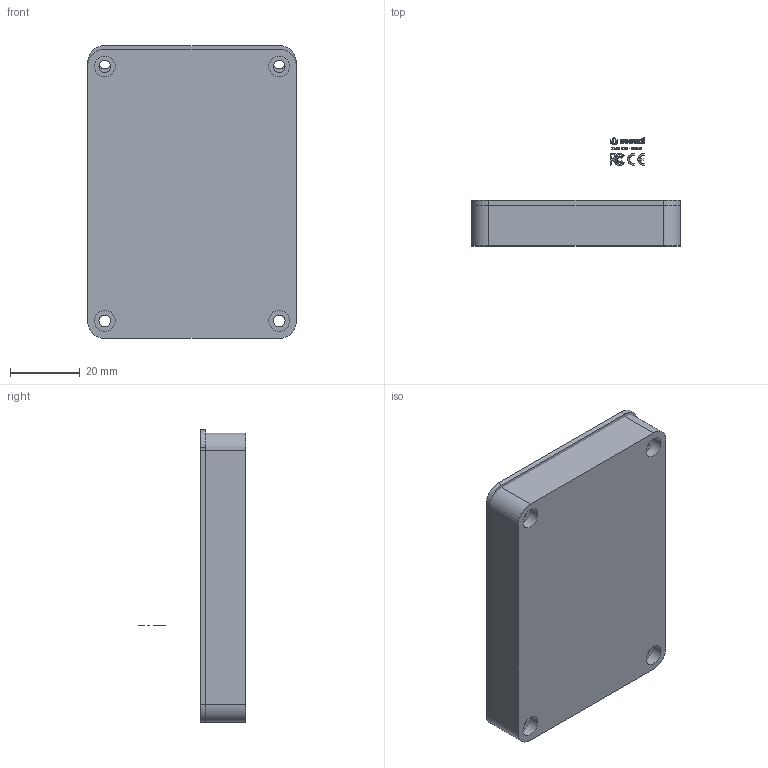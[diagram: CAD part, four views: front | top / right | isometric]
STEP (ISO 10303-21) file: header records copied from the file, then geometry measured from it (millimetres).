
FILE_DESCRIPTION(/* description */ (''),/* implementation_level */ '2;1');
FILE_NAME(/* name */ 'full-assembly.step',/* time_stamp */ '2025-12-10T23:24:28+05:30',/* author */ (''),/* organization */ (''),/* preprocessor_version */ 'ST-DEVELOPER v20.1',/* originating_system */ 'Autodesk Translation Framework v14.21.0.0',/* authorisation */ '');
FILE_SCHEMA (('AUTOMOTIVE_DESIGN { 1 0 10303 214 3 1 1 }'));
Products named in the file (16): 2025-12-10-21-50-24-479; 2025-12-09-17-15-34-592; 2025-12-09-20-25-03-589; 2025-12-10-14-55-28-517; 2025-12-10-14-55-28-518; 2025-12-10-17-11-46-957; 2025-12-10-17-11-46-958; 2025-12-10-17-11-46-959; 2025-12-10-17-11-46-960; 2025-12-10-17-11-46-961; 2025-12-10-17-11-46-962; 2025-12-10-17-11-46-963; 2025-12-10-17-11-46-964; 2025-12-10-17-11-46-965; 2025-12-10-17-11-46-966; 2025-12-10-17-11-46-967
Assembly tree (14 placements, depth 5):
  2025-12-10-21-50-24-479
    2025-12-09-20-25-03-589
    2025-12-10-14-55-28-517
      2025-12-10-14-55-28-518
    2025-12-10-17-11-46-957
      2025-12-10-17-11-46-958
        2025-12-10-17-11-46-959
        2025-12-10-17-11-46-960
        2025-12-10-17-11-46-961
          2025-12-10-17-11-46-962
          2025-12-10-17-11-46-963
          2025-12-10-17-11-46-964
          2025-12-10-17-11-46-965
          2025-12-10-17-11-46-966
        2025-12-10-17-11-46-967
  2025-12-09-17-15-34-592
Bounding box: 60 x 30.97 x 84 mm (x, y, z)
Volume: 46146.6 mm3; surface area: 33449.8 mm2
Topology: 96 solids, 96 shells, 1767 faces, 4636 edges, 3052 vertices
Faces by surface type: plane 987, bspline 503, cylinder 249, torus 12, sphere 10, cone 6
Full cylindrical faces by diameter (mm): 0.4 x1, 0.5 x2, 0.8 x14, 0.889 x14, 1.5 x10, 1.7 x8, 2 x1, 3.4 x8, 4 x4, 6 x8
Entity records: 58920 total; most frequent: CARTESIAN_POINT 17932, ORIENTED_EDGE 9256, DIRECTION 6732, EDGE_CURVE 4628, LINE 3104, VECTOR 3104, VERTEX_POINT 3052, EDGE_LOOP 1972
